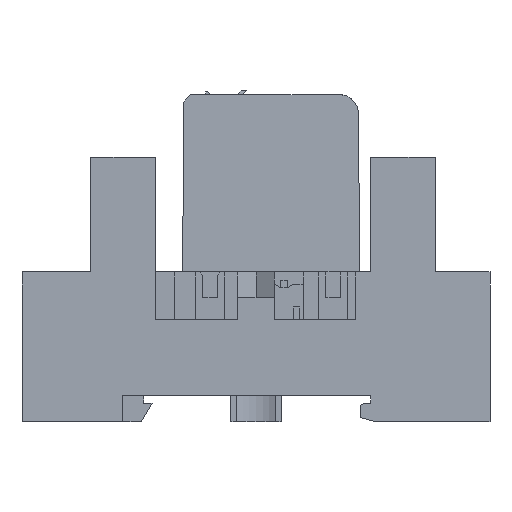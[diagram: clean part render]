
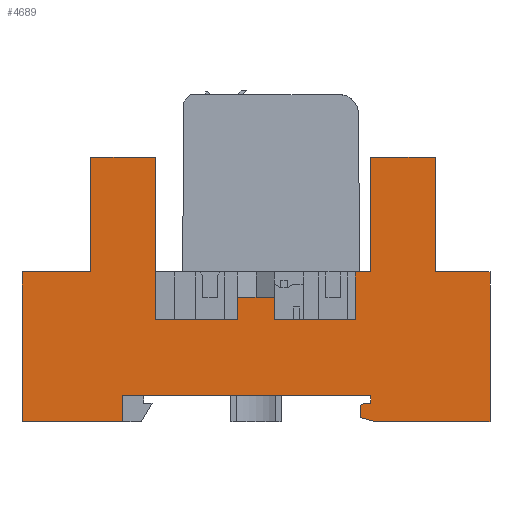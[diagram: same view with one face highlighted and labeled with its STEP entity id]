
A CAD part, front view. The second image highlights one B-rep face of the part: STEP entity #4689.
In plain terms, the highlighted planar face has unit normal (0, -1, 0).
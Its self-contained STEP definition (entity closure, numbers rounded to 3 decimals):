
#268=FACE_OUTER_BOUND('',#535,.T.);
#535=EDGE_LOOP('',(#3619,#3620,#3621,#3622,#3623,#3624,#3625,#3626,#3627,
#3628,#3629,#3630,#3631,#3632,#3633,#3634,#3635,#3636,#3637,#3638,#3639,
#3640,#3641,#3642,#3643,#3644));
#723=LINE('',#6525,#1321);
#741=LINE('',#6566,#1339);
#765=LINE('',#6615,#1363);
#851=LINE('',#6788,#1449);
#855=LINE('',#6796,#1453);
#882=LINE('',#6903,#1480);
#884=LINE('',#6920,#1482);
#886=LINE('',#6924,#1484);
#888=LINE('',#6943,#1486);
#1015=LINE('',#7195,#1613);
#1016=LINE('',#7197,#1614);
#1017=LINE('',#7199,#1615);
#1018=LINE('',#7201,#1616);
#1019=LINE('',#7203,#1617);
#1020=LINE('',#7205,#1618);
#1021=LINE('',#7207,#1619);
#1022=LINE('',#7209,#1620);
#1023=LINE('',#7211,#1621);
#1024=LINE('',#7213,#1622);
#1025=LINE('',#7215,#1623);
#1026=LINE('',#7217,#1624);
#1027=LINE('',#7218,#1625);
#1028=LINE('',#7220,#1626);
#1029=LINE('',#7222,#1627);
#1030=LINE('',#7223,#1628);
#1031=LINE('',#7224,#1629);
#1321=VECTOR('',#5223,5.8);
#1339=VECTOR('',#5251,12.9);
#1363=VECTOR('',#5279,12.698);
#1449=VECTOR('',#5393,2.402);
#1453=VECTOR('',#5397,8.6);
#1480=VECTOR('',#5502,10.8);
#1482=VECTOR('',#5520,18.);
#1484=VECTOR('',#5524,10.1);
#1486=VECTOR('',#5544,25.5);
#1613=VECTOR('',#5801,3.5);
#1614=VECTOR('',#5804,3.5);
#1615=VECTOR('',#5805,23.504);
#1616=VECTOR('',#5806,15.8);
#1617=VECTOR('',#5807,4.1);
#1618=VECTOR('',#5808,38.9);
#1619=VECTOR('',#5809,1.2);
#1620=VECTOR('',#5810,1.114);
#1621=VECTOR('',#5811,0.663);
#1622=VECTOR('',#5812,1.902);
#1623=VECTOR('',#5813,2.576);
#1624=VECTOR('',#5814,17.9);
#1625=VECTOR('',#5815,23.504);
#1626=VECTOR('',#5816,18.);
#1627=VECTOR('',#5817,10.1);
#1628=VECTOR('',#5818,18.);
#1629=VECTOR('',#5819,7.5);
#1920=VERTEX_POINT('',#6523);
#1921=VERTEX_POINT('',#6524);
#1938=VERTEX_POINT('',#6564);
#1939=VERTEX_POINT('',#6565);
#1961=VERTEX_POINT('',#6612);
#1962=VERTEX_POINT('',#6614);
#2034=VERTEX_POINT('',#6785);
#2035=VERTEX_POINT('',#6787);
#2038=VERTEX_POINT('',#6793);
#2039=VERTEX_POINT('',#6795);
#2079=VERTEX_POINT('',#6900);
#2080=VERTEX_POINT('',#6902);
#2087=VERTEX_POINT('',#6919);
#2088=VERTEX_POINT('',#6923);
#2157=VERTEX_POINT('',#7198);
#2158=VERTEX_POINT('',#7200);
#2159=VERTEX_POINT('',#7202);
#2160=VERTEX_POINT('',#7204);
#2161=VERTEX_POINT('',#7206);
#2162=VERTEX_POINT('',#7208);
#2163=VERTEX_POINT('',#7210);
#2164=VERTEX_POINT('',#7212);
#2165=VERTEX_POINT('',#7214);
#2166=VERTEX_POINT('',#7216);
#2167=VERTEX_POINT('',#7219);
#2168=VERTEX_POINT('',#7221);
#2367=EDGE_CURVE('',#1920,#1921,#723,.T.);
#2387=EDGE_CURVE('',#1938,#1939,#741,.T.);
#2411=EDGE_CURVE('',#1961,#1962,#765,.T.);
#2497=EDGE_CURVE('',#2034,#2035,#851,.T.);
#2501=EDGE_CURVE('',#2038,#2039,#855,.T.);
#2553=EDGE_CURVE('',#2079,#2080,#882,.T.);
#2562=EDGE_CURVE('',#2080,#2087,#884,.T.);
#2564=EDGE_CURVE('',#2087,#2088,#886,.T.);
#2574=EDGE_CURVE('',#1938,#2088,#888,.T.);
#2701=EDGE_CURVE('',#1961,#1920,#1015,.T.);
#2702=EDGE_CURVE('',#1939,#1921,#1016,.T.);
#2703=EDGE_CURVE('',#2157,#2079,#1017,.T.);
#2704=EDGE_CURVE('',#2158,#2157,#1018,.T.);
#2705=EDGE_CURVE('',#2158,#2159,#1019,.T.);
#2706=EDGE_CURVE('',#2159,#2160,#1020,.T.);
#2707=EDGE_CURVE('',#2161,#2160,#1021,.T.);
#2708=EDGE_CURVE('',#2162,#2161,#1022,.T.);
#2709=EDGE_CURVE('',#2163,#2162,#1023,.T.);
#2710=EDGE_CURVE('',#2164,#2163,#1024,.T.);
#2711=EDGE_CURVE('',#2165,#2164,#1025,.T.);
#2712=EDGE_CURVE('',#2166,#2165,#1026,.T.);
#2713=EDGE_CURVE('',#2039,#2166,#1027,.T.);
#2714=EDGE_CURVE('',#2167,#2038,#1028,.T.);
#2715=EDGE_CURVE('',#2168,#2167,#1029,.T.);
#2716=EDGE_CURVE('',#2035,#2168,#1030,.T.);
#2717=EDGE_CURVE('',#1962,#2034,#1031,.T.);
#3619=ORIENTED_EDGE('',*,*,#2367,.T.);
#3620=ORIENTED_EDGE('',*,*,#2702,.F.);
#3621=ORIENTED_EDGE('',*,*,#2387,.F.);
#3622=ORIENTED_EDGE('',*,*,#2574,.T.);
#3623=ORIENTED_EDGE('',*,*,#2564,.F.);
#3624=ORIENTED_EDGE('',*,*,#2562,.F.);
#3625=ORIENTED_EDGE('',*,*,#2553,.F.);
#3626=ORIENTED_EDGE('',*,*,#2703,.F.);
#3627=ORIENTED_EDGE('',*,*,#2704,.F.);
#3628=ORIENTED_EDGE('',*,*,#2705,.T.);
#3629=ORIENTED_EDGE('',*,*,#2706,.T.);
#3630=ORIENTED_EDGE('',*,*,#2707,.F.);
#3631=ORIENTED_EDGE('',*,*,#2708,.F.);
#3632=ORIENTED_EDGE('',*,*,#2709,.F.);
#3633=ORIENTED_EDGE('',*,*,#2710,.F.);
#3634=ORIENTED_EDGE('',*,*,#2711,.F.);
#3635=ORIENTED_EDGE('',*,*,#2712,.F.);
#3636=ORIENTED_EDGE('',*,*,#2713,.F.);
#3637=ORIENTED_EDGE('',*,*,#2501,.F.);
#3638=ORIENTED_EDGE('',*,*,#2714,.F.);
#3639=ORIENTED_EDGE('',*,*,#2715,.F.);
#3640=ORIENTED_EDGE('',*,*,#2716,.F.);
#3641=ORIENTED_EDGE('',*,*,#2497,.F.);
#3642=ORIENTED_EDGE('',*,*,#2717,.F.);
#3643=ORIENTED_EDGE('',*,*,#2411,.F.);
#3644=ORIENTED_EDGE('',*,*,#2701,.T.);
#4474=PLANE('',#4989);
#4689=ADVANCED_FACE('',(#268),#4474,.F.);
#4989=AXIS2_PLACEMENT_3D('',#7196,#5802,#5803);
#5223=DIRECTION('',(-1.,0.,0.));
#5251=DIRECTION('',(1.,0.,0.));
#5279=DIRECTION('',(1.,0.,0.));
#5393=DIRECTION('',(1.,0.,0.));
#5397=DIRECTION('',(1.,0.,0.));
#5502=DIRECTION('',(1.,0.,0.));
#5520=DIRECTION('',(0.,0.,1.));
#5524=DIRECTION('',(1.,0.,0.));
#5544=DIRECTION('',(0.,0.,1.));
#5801=DIRECTION('',(0.,0.,1.));
#5802=DIRECTION('center_axis',(0.,1.,0.));
#5803=DIRECTION('ref_axis',(1.,0.,0.));
#5804=DIRECTION('',(0.,0.,1.));
#5805=DIRECTION('',(0.,0.,1.));
#5806=DIRECTION('',(-1.,0.,0.));
#5807=DIRECTION('',(0.,0.,1.));
#5808=DIRECTION('',(1.,0.,0.));
#5809=DIRECTION('',(0.,0.,1.));
#5810=DIRECTION('',(1.,0.,0.));
#5811=DIRECTION('',(0.866,0.,0.5));
#5812=DIRECTION('',(0.,0.,1.));
#5813=DIRECTION('',(-0.966,0.,0.259));
#5814=DIRECTION('',(-1.,0.,0.));
#5815=DIRECTION('',(0.,0.,-1.));
#5816=DIRECTION('',(0.,0.,-1.));
#5817=DIRECTION('',(1.,0.,0.));
#5818=DIRECTION('',(0.,0.,1.));
#5819=DIRECTION('',(0.,0.,1.));
#6523=CARTESIAN_POINT('',(2.9,-27.,-31.8));
#6524=CARTESIAN_POINT('',(-2.9,-27.,-31.8));
#6525=CARTESIAN_POINT('',(2.9,-27.,-31.8));
#6564=CARTESIAN_POINT('',(-15.8,-27.,-35.3));
#6565=CARTESIAN_POINT('',(-2.9,-27.,-35.3));
#6566=CARTESIAN_POINT('',(-15.8,-27.,-35.3));
#6612=CARTESIAN_POINT('',(2.9,-27.,-35.3));
#6614=CARTESIAN_POINT('',(15.598,-27.,-35.3));
#6615=CARTESIAN_POINT('',(2.9,-27.,-35.3));
#6785=CARTESIAN_POINT('',(15.598,-27.,-27.8));
#6787=CARTESIAN_POINT('',(18.,-27.,-27.8));
#6788=CARTESIAN_POINT('',(15.598,-27.,-27.8));
#6793=CARTESIAN_POINT('',(28.1,-27.,-27.8));
#6795=CARTESIAN_POINT('',(36.7,-27.,-27.8));
#6796=CARTESIAN_POINT('',(28.1,-27.,-27.8));
#6900=CARTESIAN_POINT('',(-36.7,-27.,-27.8));
#6902=CARTESIAN_POINT('',(-25.9,-27.,-27.8));
#6903=CARTESIAN_POINT('',(-36.7,-27.,-27.8));
#6919=CARTESIAN_POINT('',(-25.9,-27.,-9.8));
#6920=CARTESIAN_POINT('',(-25.9,-27.,-27.8));
#6923=CARTESIAN_POINT('',(-15.8,-27.,-9.8));
#6924=CARTESIAN_POINT('',(-25.9,-27.,-9.8));
#6943=CARTESIAN_POINT('',(-15.8,-27.,-35.3));
#7195=CARTESIAN_POINT('',(2.9,-27.,-35.3));
#7196=CARTESIAN_POINT('Origin',(0.,-27.,0.));
#7197=CARTESIAN_POINT('',(-2.9,-27.,-35.3));
#7198=CARTESIAN_POINT('',(-36.7,-27.,-51.304));
#7199=CARTESIAN_POINT('',(-36.7,-27.,-51.304));
#7200=CARTESIAN_POINT('',(-20.9,-27.,-51.304));
#7201=CARTESIAN_POINT('',(-20.9,-27.,-51.304));
#7202=CARTESIAN_POINT('',(-20.9,-27.,-47.204));
#7203=CARTESIAN_POINT('',(-20.9,-27.,-51.304));
#7204=CARTESIAN_POINT('',(18.,-27.,-47.204));
#7205=CARTESIAN_POINT('',(-20.9,-27.,-47.204));
#7206=CARTESIAN_POINT('',(18.,-27.,-48.404));
#7207=CARTESIAN_POINT('',(18.,-27.,-48.404));
#7208=CARTESIAN_POINT('',(16.886,-27.,-48.404));
#7209=CARTESIAN_POINT('',(16.886,-27.,-48.404));
#7210=CARTESIAN_POINT('',(16.312,-27.,-48.735));
#7211=CARTESIAN_POINT('',(16.312,-27.,-48.735));
#7212=CARTESIAN_POINT('',(16.312,-27.,-50.637));
#7213=CARTESIAN_POINT('',(16.312,-27.,-50.637));
#7214=CARTESIAN_POINT('',(18.8,-27.,-51.304));
#7215=CARTESIAN_POINT('',(18.8,-27.,-51.304));
#7216=CARTESIAN_POINT('',(36.7,-27.,-51.304));
#7217=CARTESIAN_POINT('',(36.7,-27.,-51.304));
#7218=CARTESIAN_POINT('',(36.7,-27.,-27.8));
#7219=CARTESIAN_POINT('',(28.1,-27.,-9.8));
#7220=CARTESIAN_POINT('',(28.1,-27.,-9.8));
#7221=CARTESIAN_POINT('',(18.,-27.,-9.8));
#7222=CARTESIAN_POINT('',(18.,-27.,-9.8));
#7223=CARTESIAN_POINT('',(18.,-27.,-27.8));
#7224=CARTESIAN_POINT('',(15.598,-27.,-35.3));
